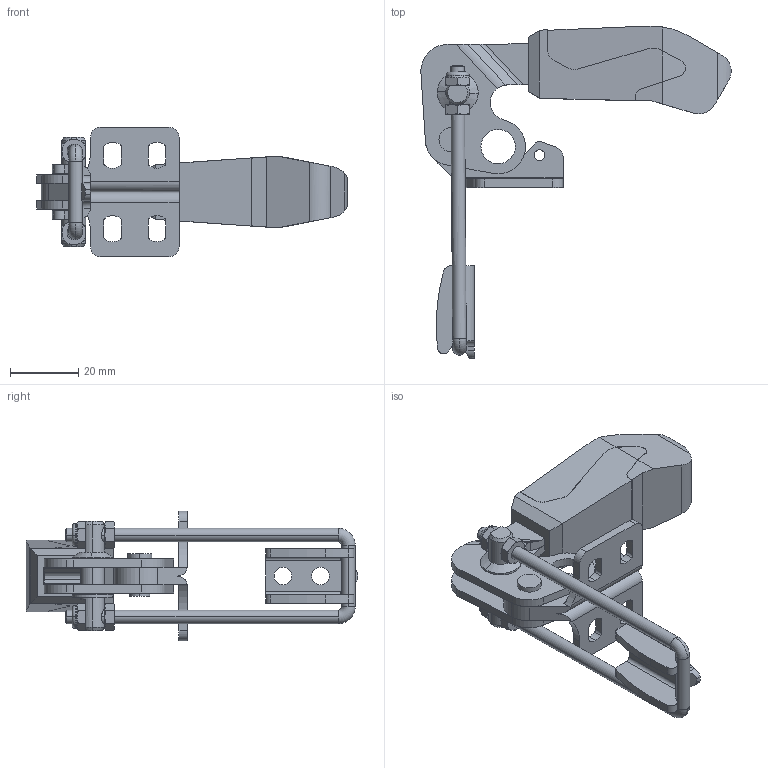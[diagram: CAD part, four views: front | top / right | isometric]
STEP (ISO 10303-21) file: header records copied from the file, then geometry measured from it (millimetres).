
FILE_DESCRIPTION (( 'STEP AP214' ), '1' );
FILE_NAME ('EH 23330.5003.STEP', '2019-10-25T06:37:42', ( '' ), ( '' ), 'SwSTEP 2.0', 'SolidWorks 2019', '' );
FILE_SCHEMA (( 'AUTOMOTIVE_DESIGN' ));
Length unit declared in the file: millimetre
Products named in the file (7): _557229.stp; _94698-01.stp; _94755-05_1_47.stp; _94755-06_1_47.stp; EH 23330.5003; _94854.stp; _94755-03_1.stp
Assembly tree (6 placements, depth 2):
  EH 23330.5003
    _94698-01.stp
    _94854.stp
    _94755-03_1.stp
    _94755-06_1_47.stp
    _94755-05_1_47.stp
    _557229.stp
Bounding box: 90.98 x 97.36 x 38 mm (x, y, z)
Volume: 35369.6 mm3; surface area: 18644.4 mm2
Topology: 6 solids, 6 shells, 404 faces, 1048 edges, 670 vertices
Faces by surface type: cylinder 172, plane 144, cone 76, torus 12
Entity records: 14321 total; most frequent: CARTESIAN_POINT 3893, ORIENTED_EDGE 2096, DIRECTION 2064, EDGE_CURVE 1048, AXIS2_PLACEMENT_3D 794, VERTEX_POINT 670, VECTOR 476, LINE 476
